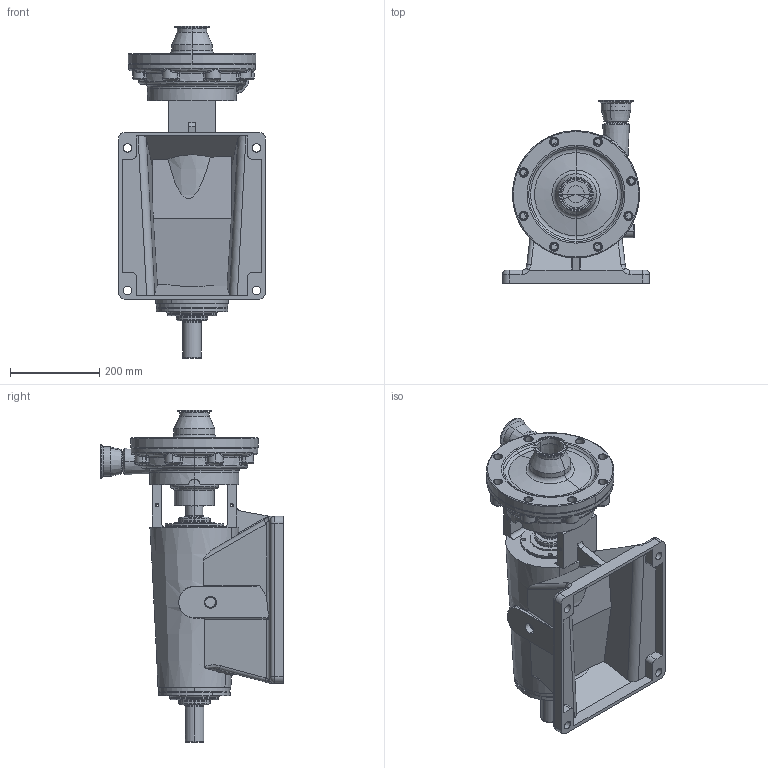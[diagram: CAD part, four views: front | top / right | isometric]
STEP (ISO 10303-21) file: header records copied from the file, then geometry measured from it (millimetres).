
FILE_DESCRIPTION (( 'STEP AP214' ), '1' );
FILE_NAME ('FM312 3VR.STEP', '2023-10-11T13:21:19', ( '' ), ( '' ), 'SwSTEP 2.0', 'SolidWorks 2023', '' );
FILE_SCHEMA (( 'AUTOMOTIVE_DESIGN' ));
Length unit declared in the file: millimetre
Products named in the file (1): FM312 3VR
Bounding box: 330 x 411 x 745.8 mm (x, y, z)
Surface area: 1146439.9 mm2 (no closed solid volume)
Topology: 0 solids, 14 shells, 643 faces, 1726 edges, 1076 vertices
Faces by surface type: cylinder 242, plane 128, torus 107, cone 86, bspline 77, sphere 3
Entity records: 27468 total; most frequent: CARTESIAN_POINT 11728, DIRECTION 3443, ORIENTED_EDGE 3165, EDGE_CURVE 1710, AXIS2_PLACEMENT_3D 1447, VERTEX_POINT 1076, CIRCLE 880, EDGE_LOOP 731
